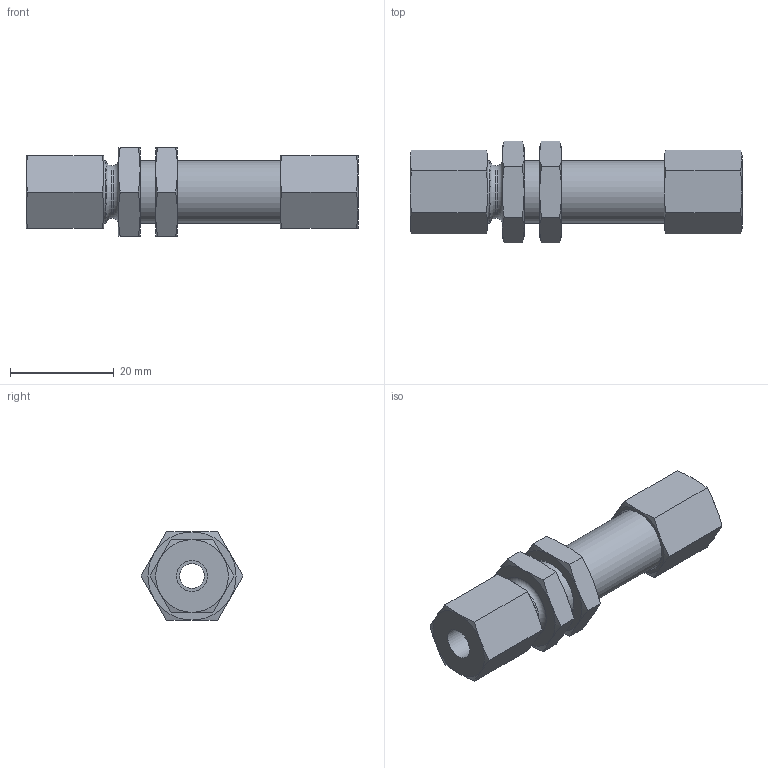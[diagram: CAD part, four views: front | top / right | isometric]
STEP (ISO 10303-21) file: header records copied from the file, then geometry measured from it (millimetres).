
FILE_DESCRIPTION(( 'OX.15.06.00.stp' ), '1');
FILE_NAME( 'OX.15.06.00.stp', '2021-02-26T18:20:17',( 'Sopra'),('sopra-pneumatic.com'), 'SwSTEP 2.0','SolidWorks 2009','' );
FILE_SCHEMA( ( 'CONFIG_CONTROL_DESIGN' ) );
Length unit declared in the file: millimetre
Products named in the file (1): _GSV-06L 708.1500.060.20 3
Bounding box: 64 x 19.63 x 17 mm (x, y, z)
Volume: 8534.8 mm3; surface area: 5032.3 mm2
Topology: 1 solids, 1 shells, 96 faces, 204 edges, 118 vertices
Faces by surface type: cone 53, plane 34, cylinder 7, torus 2
Full cylindrical faces by diameter (mm): 4.8 x1, 6 x2, 10.2 x1, 12 x3
Entity records: 2612 total; most frequent: CARTESIAN_POINT 721, ORIENTED_EDGE 376, DIRECTION 354, EDGE_CURVE 188, AXIS2_PLACEMENT_3D 165, EDGE_LOOP 120, VERTEX_POINT 116, FACE_OUTER_BOUND 105
